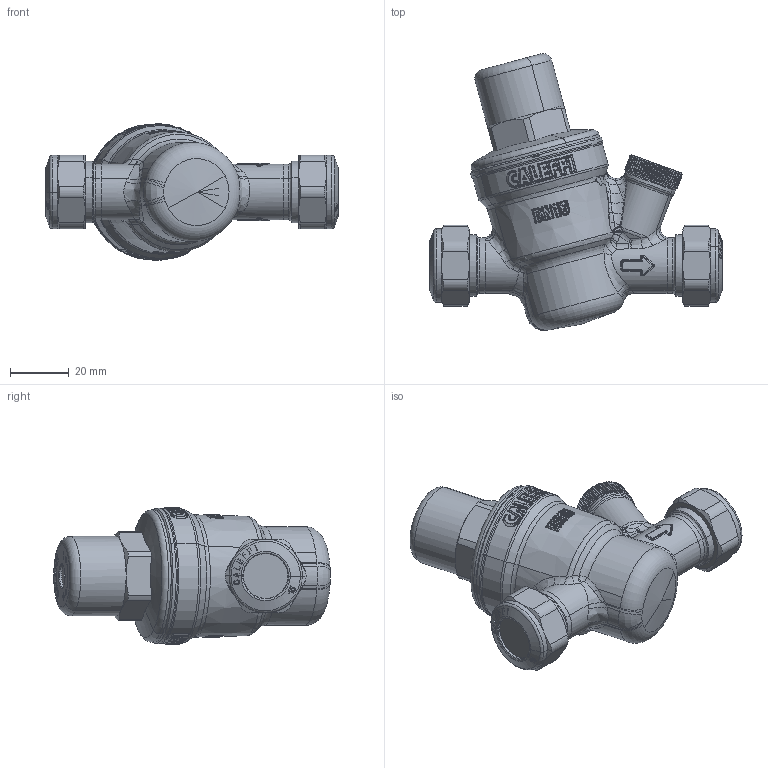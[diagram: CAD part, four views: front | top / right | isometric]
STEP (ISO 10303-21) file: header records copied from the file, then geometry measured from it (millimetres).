
FILE_DESCRIPTION(('CATIA V5 STEP Exchange','CAx-IF Rec.Pracs.--- Model Styling and Organization---1.4--- 2014-01-23','CAx-IF Rec.Pracs.---3D Tessellated Data Validation Properties---0.5---2014-09-14'),'2;1');
FILE_NAME('STEP_533741_-_TST.stp','2021-11-18T14:05:18+00:00',('none'),('none'),'CATIA Version 5-6 Release 2019 SP3','CATIA V5 STEP AP242 v1','none');
FILE_SCHEMA(('AP242_MANAGED_MODEL_BASED_3D_ENGINEERING_MIM_LF {1 0 10303 442 1 1 4}'));
Length unit declared in the file: millimetre
Products named in the file (1): 533741 - TST
Bounding box: 99.62 x 94.23 x 46.4 mm (x, y, z)
Volume: 124413.2 mm3; surface area: 19222.3 mm2
Topology: 1 solids, 1 shells, 2617 faces, 6559 edges, 3813 vertices
Faces by surface type: bspline 1182, plane 793, cylinder 315, sphere 155, cone 105, torus 67
Entity records: 151318 total; most frequent: CARTESIAN_POINT 103695, ORIENTED_EDGE 12746, EDGE_CURVE 6373, DIRECTION 4570, B_SPLINE_CURVE_WITH_KNOTS 4009, VERTEX_POINT 3813, EDGE_LOOP 2672, ADVANCED_FACE 2617
